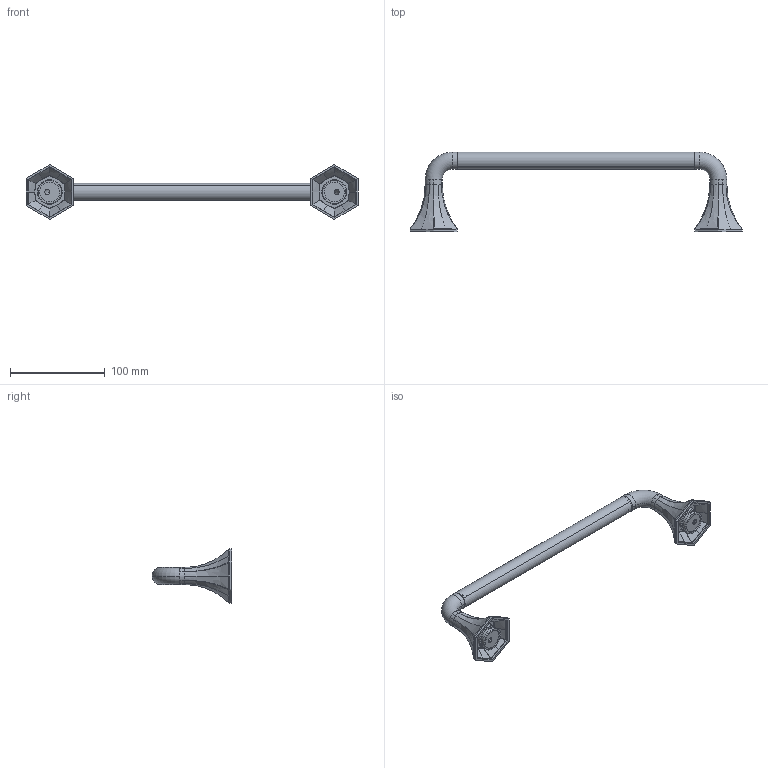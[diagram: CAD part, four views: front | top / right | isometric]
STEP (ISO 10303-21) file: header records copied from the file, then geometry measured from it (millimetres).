
FILE_DESCRIPTION(('CATIA V5 STEP Exchange'),'2;1');
FILE_NAME('CE 09010 0 portasalviette 30.stp','2019-02-22T11:13:10+00:00',('none'),('none'),'Version 5-6 Release 2013','CATIA V5 STEP AP203','none');
FILE_SCHEMA(('CONFIG_CONTROL_DESIGN'));
Length unit declared in the file: millimetre
Products named in the file (1): PR.0285.08_AllCATPart
Bounding box: 350 x 84 x 57.43 mm (x, y, z)
Volume: 71122.3 mm3; surface area: 68693.4 mm2
Topology: 11 solids, 11 shells, 678 faces, 1554 edges, 868 vertices
Faces by surface type: bspline 236, cylinder 186, plane 120, cone 80, torus 32, sphere 24
Entity records: 39269 total; most frequent: CARTESIAN_POINT 26903, ORIENTED_EDGE 2996, DIRECTION 1540, EDGE_CURVE 1498, VERTEX_POINT 868, AXIS2_PLACEMENT_3D 791, EDGE_LOOP 722, ADVANCED_FACE 678
